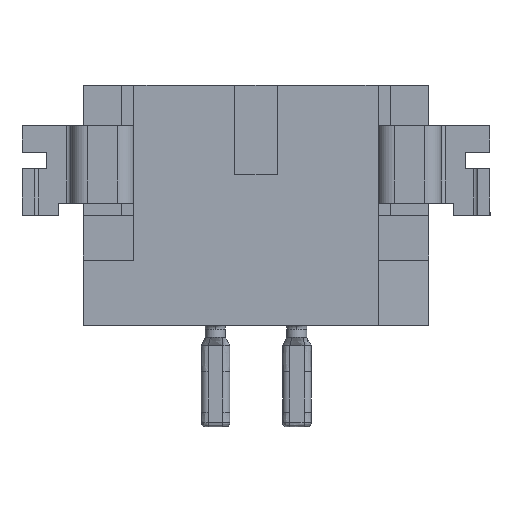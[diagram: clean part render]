
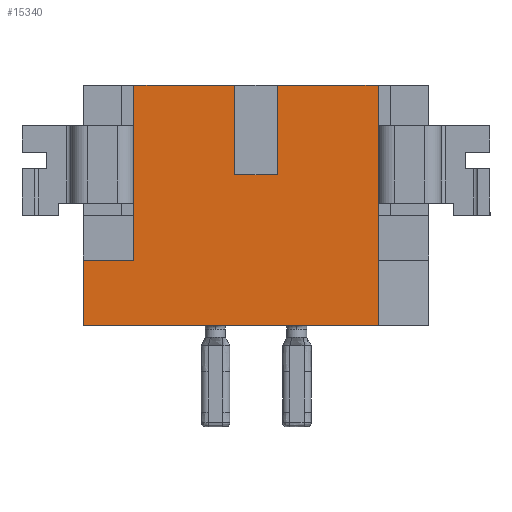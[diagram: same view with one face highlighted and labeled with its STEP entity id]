
A CAD part, front view. The second image highlights one B-rep face of the part: STEP entity #15340.
In plain terms, the highlighted planar face has unit normal (0, -1, 0).
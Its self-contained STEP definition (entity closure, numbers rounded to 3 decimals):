
#7920=CARTESIAN_POINT('',(3.,-2.8,1.6));
#7930=VERTEX_POINT('',#7920);
#7960=CARTESIAN_POINT('',(3.,-2.8,1.6));
#7970=DIRECTION('',(0.,0.,1.));
#7980=VECTOR('',#7970,1.);
#7990=LINE('',#7960,#7980);
#8000=CARTESIAN_POINT('',(3.,-2.8,5.9));
#8010=VERTEX_POINT('',#8000);
#8020=EDGE_CURVE('',#7930,#8010,#7990,.T.);
#9230=CARTESIAN_POINT('',(-3.,-2.8,1.6));
#9240=VERTEX_POINT('',#9230);
#9270=CARTESIAN_POINT('',(-4.25,-2.8,1.6));
#9280=DIRECTION('',(1.,0.,0.));
#9290=VECTOR('',#9280,1.);
#9300=LINE('',#9270,#9290);
#9310=CARTESIAN_POINT('',(-4.25,-2.8,1.6));
#9320=VERTEX_POINT('',#9310);
#9330=EDGE_CURVE('',#9320,#9240,#9300,.T.);
#12360=CARTESIAN_POINT('',(3.,-2.8,5.9));
#12370=DIRECTION('',(-1.,0.,0.));
#12380=VECTOR('',#12370,1.);
#12390=LINE('',#12360,#12380);
#12400=CARTESIAN_POINT('',(0.525,-2.8,5.9));
#12410=VERTEX_POINT('',#12400);
#12420=EDGE_CURVE('',#8010,#12410,#12390,.T.);
#13160=CARTESIAN_POINT('',(-0.525,-2.8,5.9));
#13170=VERTEX_POINT('',#13160);
#13200=CARTESIAN_POINT('',(-3.,-2.8,5.9));
#13210=DIRECTION('',(1.,0.,0.));
#13220=VECTOR('',#13210,1.);
#13230=LINE('',#13200,#13220);
#13240=CARTESIAN_POINT('',(-3.,-2.8,5.9));
#13250=VERTEX_POINT('',#13240);
#13260=EDGE_CURVE('',#13250,#13170,#13230,.T.);
#14060=CARTESIAN_POINT('',(-4.25,-2.8,0.));
#14070=DIRECTION('',(0.,0.,1.));
#14080=VECTOR('',#14070,1.);
#14090=LINE('',#14060,#14080);
#14100=CARTESIAN_POINT('',(-4.25,-2.8,0.));
#14110=VERTEX_POINT('',#14100);
#14120=EDGE_CURVE('',#14110,#9320,#14090,.T.);
#14800=CARTESIAN_POINT('',(6.7,-2.8,0.9));
#14810=DIRECTION('',(0.,1.,0.));
#14820=DIRECTION('',(0.,0.,-1.));
#14830=AXIS2_PLACEMENT_3D('',#14800,#14810,#14820);
#14840=PLANE('',#14830);
#14850=CARTESIAN_POINT('',(-0.525,-2.8,3.7));
#14860=DIRECTION('',(0.,0.,1.));
#14870=VECTOR('',#14860,1.);
#14880=LINE('',#14850,#14870);
#14890=CARTESIAN_POINT('',(-0.525,-2.8,3.7));
#14900=VERTEX_POINT('',#14890);
#14910=EDGE_CURVE('',#14900,#13170,#14880,.T.);
#14920=ORIENTED_EDGE('',*,*,#14910,.T.);
#14930=CARTESIAN_POINT('',(-0.525,-2.8,3.7));
#14940=DIRECTION('',(1.,0.,0.));
#14950=VECTOR('',#14940,1.);
#14960=LINE('',#14930,#14950);
#14970=CARTESIAN_POINT('',(0.525,-2.8,3.7));
#14980=VERTEX_POINT('',#14970);
#14990=EDGE_CURVE('',#14900,#14980,#14960,.T.);
#15000=ORIENTED_EDGE('',*,*,#14990,.F.);
#15010=CARTESIAN_POINT('',(0.525,-2.8,3.7));
#15020=DIRECTION('',(0.,0.,1.));
#15030=VECTOR('',#15020,1.);
#15040=LINE('',#15010,#15030);
#15050=EDGE_CURVE('',#14980,#12410,#15040,.T.);
#15060=ORIENTED_EDGE('',*,*,#15050,.F.);
#15070=ORIENTED_EDGE('',*,*,#12420,.T.);
#15080=ORIENTED_EDGE('',*,*,#8020,.T.);
#15090=CARTESIAN_POINT('',(3.,-2.8,0.));
#15100=DIRECTION('',(0.,0.,1.));
#15110=VECTOR('',#15100,1.);
#15120=LINE('',#15090,#15110);
#15130=CARTESIAN_POINT('',(3.,-2.8,0.));
#15140=VERTEX_POINT('',#15130);
#15150=EDGE_CURVE('',#15140,#7930,#15120,.T.);
#15160=ORIENTED_EDGE('',*,*,#15150,.T.);
#15170=CARTESIAN_POINT('',(3.,-2.8,0.));
#15180=DIRECTION('',(-1.,0.,0.));
#15190=VECTOR('',#15180,1.);
#15200=LINE('',#15170,#15190);
#15210=EDGE_CURVE('',#15140,#14110,#15200,.T.);
#15220=ORIENTED_EDGE('',*,*,#15210,.F.);
#15230=ORIENTED_EDGE('',*,*,#14120,.F.);
#15240=ORIENTED_EDGE('',*,*,#9330,.F.);
#15250=CARTESIAN_POINT('',(-3.,-2.8,1.6));
#15260=DIRECTION('',(0.,0.,1.));
#15270=VECTOR('',#15260,1.);
#15280=LINE('',#15250,#15270);
#15290=EDGE_CURVE('',#9240,#13250,#15280,.T.);
#15300=ORIENTED_EDGE('',*,*,#15290,.F.);
#15310=ORIENTED_EDGE('',*,*,#13260,.F.);
#15320=EDGE_LOOP('',(#15310,#15300,#15240,#15230,#15220,#15160,#15080,
#15070,#15060,#15000,#14920));
#15330=FACE_OUTER_BOUND('',#15320,.T.);
#15340=ADVANCED_FACE('',(#15330),#14840,.F.);
